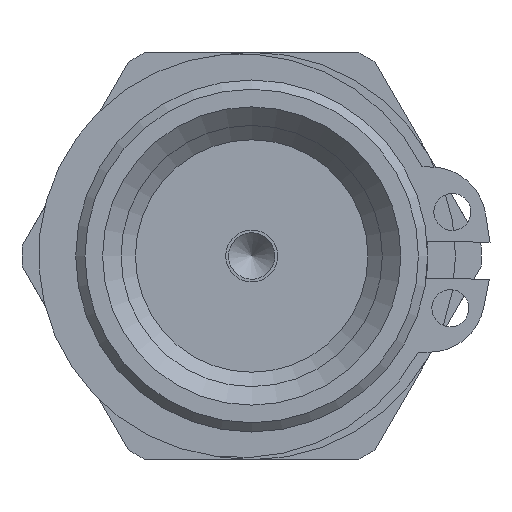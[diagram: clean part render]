
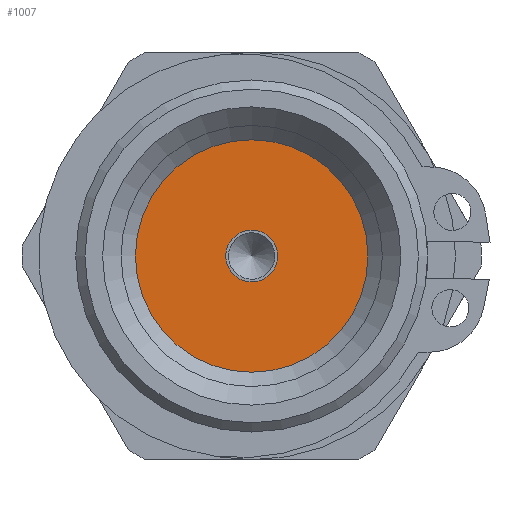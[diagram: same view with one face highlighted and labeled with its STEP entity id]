
A CAD part, left-side view. The second image highlights one B-rep face of the part: STEP entity #1007.
In plain terms, the highlighted planar face has unit normal (-1, 0, 0).
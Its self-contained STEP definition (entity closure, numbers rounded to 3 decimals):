
#252=FACE_BOUND('',#327,.T.);
#264=FACE_OUTER_BOUND('',#326,.T.);
#326=EDGE_LOOP('',(#694));
#327=EDGE_LOOP('',(#695));
#399=CIRCLE('',#1094,6.275);
#400=CIRCLE('',#1095,1.4);
#463=VERTEX_POINT('',#1542);
#464=VERTEX_POINT('',#1544);
#552=EDGE_CURVE('',#463,#463,#399,.T.);
#553=EDGE_CURVE('',#464,#464,#400,.T.);
#694=ORIENTED_EDGE('',*,*,#552,.F.);
#695=ORIENTED_EDGE('',*,*,#553,.T.);
#978=PLANE('',#1093);
#1007=ADVANCED_FACE('',(#264,#252),#978,.F.);
#1093=AXIS2_PLACEMENT_3D('',#1541,#1223,#1224);
#1094=AXIS2_PLACEMENT_3D('',#1543,#1225,#1226);
#1095=AXIS2_PLACEMENT_3D('',#1545,#1227,#1228);
#1223=DIRECTION('center_axis',(1.,0.,0.));
#1224=DIRECTION('ref_axis',(0.,0.,-1.));
#1225=DIRECTION('center_axis',(1.,0.,0.));
#1226=DIRECTION('ref_axis',(0.,0.,1.));
#1227=DIRECTION('center_axis',(1.,0.,0.));
#1228=DIRECTION('ref_axis',(0.,-0.111,-0.994));
#1541=CARTESIAN_POINT('Origin',(10.2,0.,0.));
#1542=CARTESIAN_POINT('',(10.2,0.,-6.275));
#1543=CARTESIAN_POINT('Origin',(10.2,0.,0.));
#1544=CARTESIAN_POINT('',(10.2,0.155,1.391));
#1545=CARTESIAN_POINT('Origin',(10.2,0.,0.));
